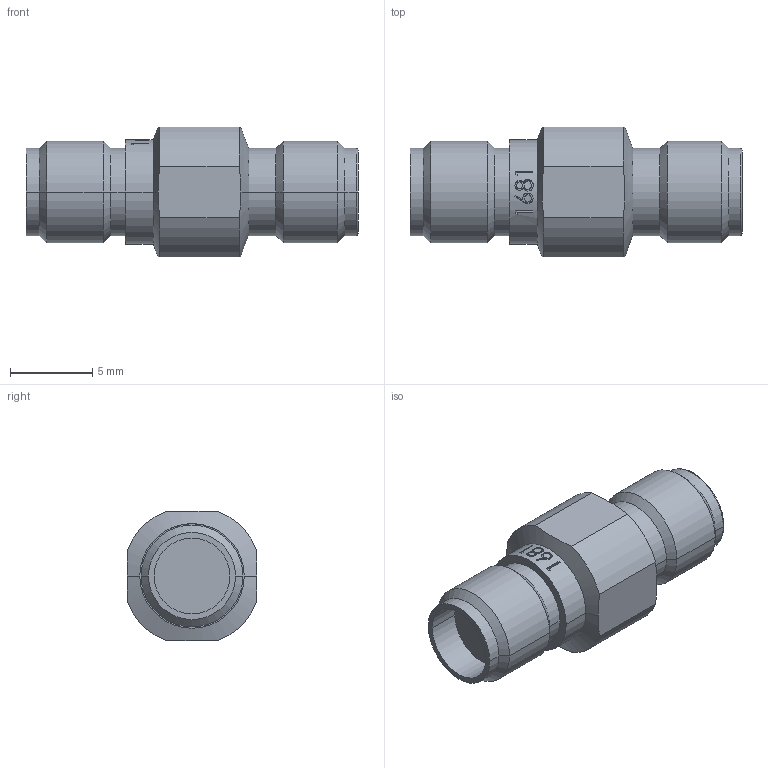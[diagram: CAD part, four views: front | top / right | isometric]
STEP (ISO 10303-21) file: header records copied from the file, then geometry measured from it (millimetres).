
FILE_DESCRIPTION (( 'STEP AP214' ), '1' );
FILE_NAME ('FMAD1681_3D.step', '2023-03-13T20:48:00', ( '' ), ( '' ), 'SwSTEP 2.0', 'SolidWorks 2022', '' );
FILE_SCHEMA (( 'AUTOMOTIVE_DESIGN' ));
Length unit declared in the file: millimetre
Products named in the file (1): FMAD1681_3D
Bounding box: 20.2 x 7.9 x 7.9 mm (x, y, z)
Volume: 631.1 mm3; surface area: 580 mm2
Topology: 1 solids, 1 shells, 95 faces, 225 edges, 142 vertices
Faces by surface type: bspline 34, cylinder 29, plane 16, cone 12, torus 4
Entity records: 5086 total; most frequent: CARTESIAN_POINT 3188, ORIENTED_EDGE 450, DIRECTION 266, EDGE_CURVE 225, VERTEX_POINT 142, B_SPLINE_CURVE_WITH_KNOTS 135, AXIS2_PLACEMENT_3D 114, EDGE_LOOP 105
